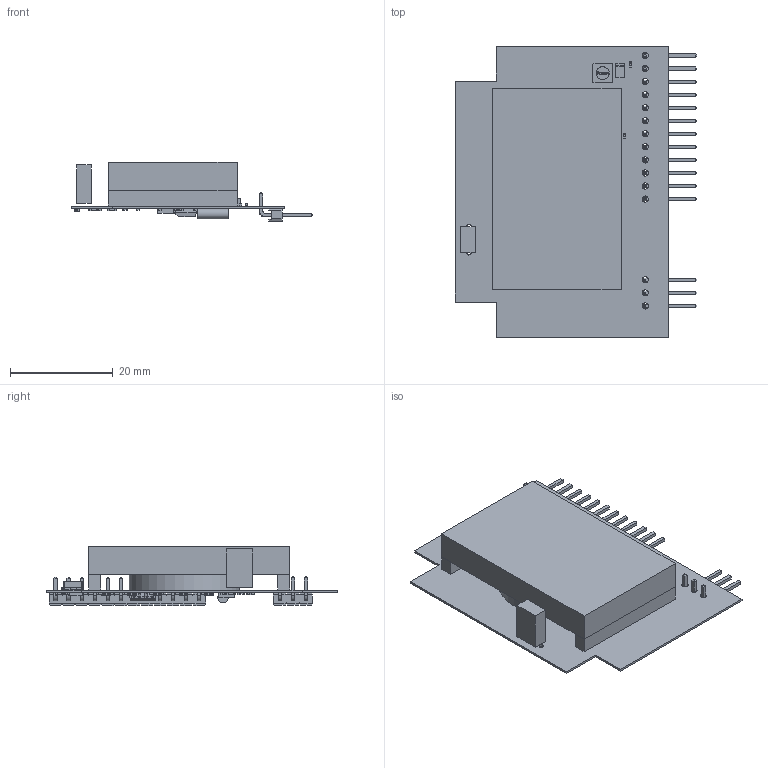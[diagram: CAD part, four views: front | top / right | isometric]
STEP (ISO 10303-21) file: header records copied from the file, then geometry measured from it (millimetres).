
FILE_DESCRIPTION(('Open CASCADE Model'),'2;1');
FILE_NAME('Open CASCADE Shape Model','2014-07-02T14:14:27',('Author'),( 'Open CASCADE'),'Open CASCADE STEP processor 6.5','Open CASCADE 6.5' ,'Unknown');
FILE_SCHEMA(('AUTOMOTIVE_DESIGN { 1 0 10303 214 1 1 1 1 }'));
Length unit declared in the file: millimetre
Products named in the file (82): PCB; Board; R21; R0402; R20; C30; WE-CBF_0402_CBF; 74279273; Lötende; C31; L1; WE-TPC_3816; 744031470; Lötstreifen; D6; 694625872; Extruded; 694625744; R19; C29; U5; 694625488; R16; R7; U2; 694626128; 694626000; JP2; 61301211021; 6130xx11021_PIN; U1; 694626384; R17; R0603; R6; R5; R4; R3; R1; LED5 ...
Assembly tree (121 placements, depth 4):
  PCB
    Board
    R21
      R0402
    R20
      R0402
    C30
      WE-CBF_0402_CBF
        74279273
        Lötende  x2
    C31
      WE-CBF_0402_CBF
        74279273
        Lötende  x2
    L1
      WE-TPC_3816
        744031470
        744031470
        744031470
        744031470
        Lötstreifen
        Lötstreifen
    D6
      694625872
        Extruded
      694625744
        Extruded
    R19
      R0402
    C29
      WE-CBF_0402_CBF
        74279273
        Lötende  x2
    U5
      694625488
        Extruded
    R16
      R0402
    R7
      R0402
    U2
      694626128
        Extruded
      694626000  x2
        Extruded
    JP2
      61301211021
        6130xx11021_PIN  x12
        61301211021
    U1
      694626384
        Extruded
    R17
      R0603
    R6
      R0603
    R5
      R0603
    R4
      R0603
Bounding box: 47.05 x 56.6 x 11.53 mm (x, y, z)
Volume: 10048.5 mm3; surface area: 10694 mm2
Topology: 78 solids, 78 shells, 1447 faces, 3518 edges, 2222 vertices
Faces by surface type: plane 1130, cylinder 243, sphere 48, extrusion 16, bspline 7, torus 3
Full cylindrical faces by diameter (mm): 0.1 x2, 0.762 x2, 0.85 x3, 1 x16, 1.2 x15, 1.3 x2, 1.6 x1, 2 x1, 2.51 x1, 2.52 x1, 21.5 x1
Entity records: 53081 total; most frequent: CARTESIAN_POINT 12556, DIRECTION 6417, VECTOR 4301, LINE 4285, ORIENTED_EDGE 3632, PCURVE 3632, DEFINITIONAL_REPRESENTATION 3632, EDGE_CURVE 1816
